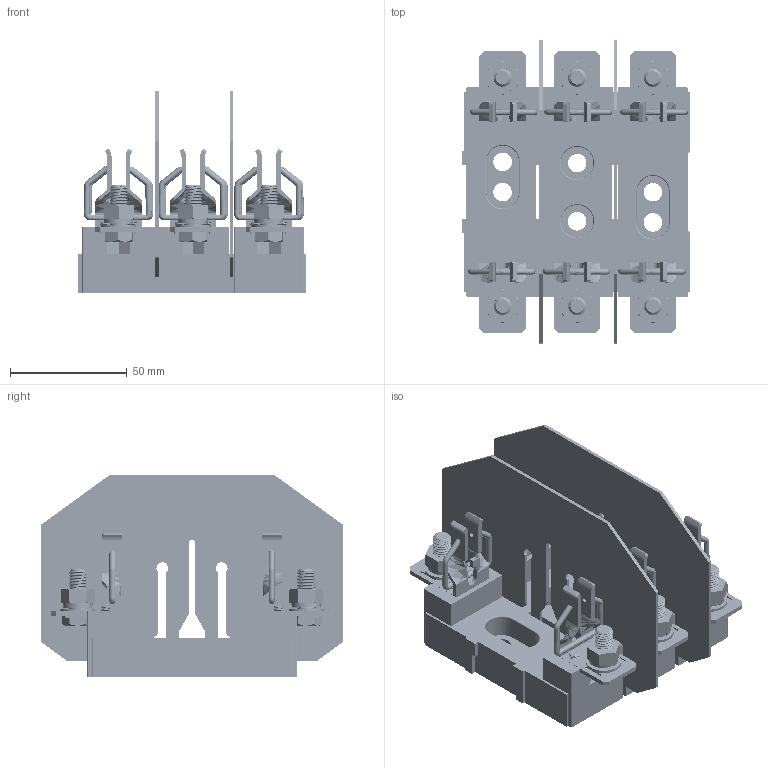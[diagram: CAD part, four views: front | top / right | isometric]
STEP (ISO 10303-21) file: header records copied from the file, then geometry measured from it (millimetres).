
FILE_DESCRIPTION(/* description */ (''),/* implementation_level */ '2;1');
FILE_NAME(/* name */ 'RT16-00 3P.prt.stp',/* time_stamp */ '2025-03-14T10:32:35+08:00',/* author */ (''),/* organization */ (''),/* preprocessor_version */ 'ST-DEVELOPER v16',/* originating_system */ 'SIEMENS PLM Software NX 10.0',/* authorisation */ '');
FILE_SCHEMA (('CONFIG_CONTROL_DESIGN'));
Products named in the file (1): RT16-00 3P
Bounding box: 98 x 130 x 86.8 mm (x, y, z)
Volume: 123380.7 mm3; surface area: 121414.5 mm2
Topology: 39 solids, 51 shells, 1794 faces, 4796 edges, 3145 vertices
Faces by surface type: plane 899, cylinder 591, bspline 162, cone 108, torus 28, extrusion 6
Full cylindrical faces by diameter (mm): 1.8 x12, 2.5 x24, 3.3 x12, 4 x180, 5 x12, 7.8 x72, 8 x18, 8.5 x6, 10 x6, 14 x2, 15 x6
Entity records: 123692 total; most frequent: CARTESIAN_POINT 88070, ORIENTED_EDGE 7548, DIRECTION 6579, EDGE_CURVE 3774, VERTEX_POINT 2563, AXIS2_PLACEMENT_3D 2251, VECTOR 2077, LINE 2071
